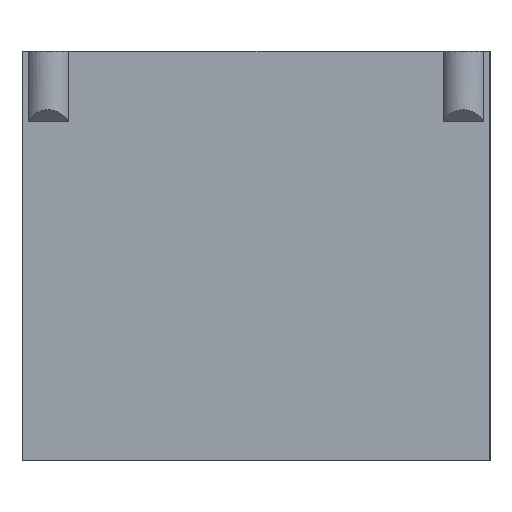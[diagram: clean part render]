
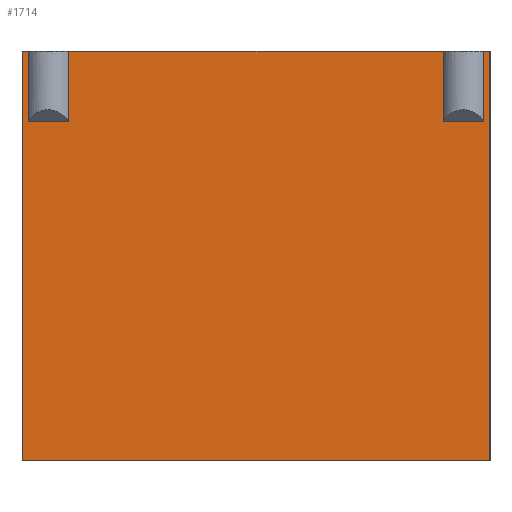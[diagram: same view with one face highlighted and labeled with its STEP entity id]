
A CAD part, left-side view. The second image highlights one B-rep face of the part: STEP entity #1714.
In plain terms, the highlighted planar face has unit normal (-1, 0, 0).
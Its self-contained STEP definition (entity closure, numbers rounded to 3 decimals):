
#131=PLANE('',#1847);
#361=ORIENTED_EDGE('',*,*,#837,.T.);
#362=ORIENTED_EDGE('',*,*,#838,.T.);
#363=ORIENTED_EDGE('',*,*,#839,.T.);
#364=ORIENTED_EDGE('',*,*,#777,.T.);
#365=ORIENTED_EDGE('',*,*,#832,.F.);
#366=ORIENTED_EDGE('',*,*,#840,.T.);
#367=ORIENTED_EDGE('',*,*,#830,.F.);
#368=ORIENTED_EDGE('',*,*,#775,.T.);
#369=ORIENTED_EDGE('',*,*,#841,.T.);
#370=ORIENTED_EDGE('',*,*,#842,.F.);
#371=ORIENTED_EDGE('',*,*,#843,.F.);
#372=ORIENTED_EDGE('',*,*,#779,.T.);
#775=EDGE_CURVE('',#1021,#1020,#1168,.T.);
#777=EDGE_CURVE('',#1023,#1022,#1169,.T.);
#779=EDGE_CURVE('',#1016,#1024,#1170,.T.);
#830=EDGE_CURVE('',#1021,#1070,#1204,.F.);
#832=EDGE_CURVE('',#1071,#1022,#1205,.T.);
#837=EDGE_CURVE('',#1024,#1074,#1209,.F.);
#838=EDGE_CURVE('',#1074,#1075,#1210,.T.);
#839=EDGE_CURVE('',#1075,#1023,#1211,.T.);
#840=EDGE_CURVE('',#1071,#1070,#1212,.T.);
#841=EDGE_CURVE('',#1020,#1076,#1213,.T.);
#842=EDGE_CURVE('',#1077,#1076,#1214,.T.);
#843=EDGE_CURVE('',#1016,#1077,#1215,.T.);
#1016=VERTEX_POINT('',#2648);
#1020=VERTEX_POINT('',#2662);
#1021=VERTEX_POINT('',#2664);
#1022=VERTEX_POINT('',#2666);
#1023=VERTEX_POINT('',#2668);
#1024=VERTEX_POINT('',#2670);
#1070=VERTEX_POINT('',#2803);
#1071=VERTEX_POINT('',#2805);
#1074=VERTEX_POINT('',#2822);
#1075=VERTEX_POINT('',#2824);
#1076=VERTEX_POINT('',#2828);
#1077=VERTEX_POINT('',#2830);
#1168=LINE('',#2663,#1324);
#1169=LINE('',#2667,#1325);
#1170=LINE('',#2671,#1326);
#1204=LINE('',#2802,#1360);
#1205=LINE('',#2806,#1361);
#1209=LINE('',#2821,#1365);
#1210=LINE('',#2823,#1366);
#1211=LINE('',#2825,#1367);
#1212=LINE('',#2826,#1368);
#1213=LINE('',#2827,#1369);
#1214=LINE('',#2829,#1370);
#1215=LINE('',#2831,#1371);
#1324=VECTOR('',#2018,1000.);
#1325=VECTOR('',#2021,1000.);
#1326=VECTOR('',#2024,1000.);
#1360=VECTOR('',#2114,1000.);
#1361=VECTOR('',#2117,1000.);
#1365=VECTOR('',#2125,1000.);
#1366=VECTOR('',#2126,1000.);
#1367=VECTOR('',#2127,1000.);
#1368=VECTOR('',#2128,1000.);
#1369=VECTOR('',#2129,1000.);
#1370=VECTOR('',#2130,1000.);
#1371=VECTOR('',#2131,1000.);
#1468=EDGE_LOOP('',(#361,#362,#363,#364,#365,#366,#367,#368,#369,#370,#371,
#372));
#1597=FACE_BOUND('',#1468,.T.);
#1714=ADVANCED_FACE('',(#1597),#131,.T.);
#1847=AXIS2_PLACEMENT_3D('',#2820,#2123,#2124);
#2018=DIRECTION('',(0.,1.,0.));
#2021=DIRECTION('',(0.,1.,0.));
#2024=DIRECTION('',(0.,1.,0.));
#2114=DIRECTION('',(0.,0.,1.));
#2117=DIRECTION('',(0.,0.,1.));
#2123=DIRECTION('',(-1.,0.,0.));
#2124=DIRECTION('',(0.,0.,1.));
#2125=DIRECTION('',(0.,0.,1.));
#2126=DIRECTION('',(0.,1.,0.));
#2127=DIRECTION('',(0.,0.,1.));
#2128=DIRECTION('',(0.,1.,0.));
#2129=DIRECTION('',(0.,0.,-1.));
#2130=DIRECTION('',(0.,1.,0.));
#2131=DIRECTION('',(0.,0.,-1.));
#2648=CARTESIAN_POINT('',(-61.,-29.876,70.));
#2662=CARTESIAN_POINT('',(-61.,50.124,70.));
#2663=CARTESIAN_POINT('',(-61.,-29.876,70.));
#2664=CARTESIAN_POINT('',(-61.,49.088,70.));
#2666=CARTESIAN_POINT('',(-61.,42.16,70.));
#2667=CARTESIAN_POINT('',(-61.,-29.876,70.));
#2668=CARTESIAN_POINT('',(-61.,-21.912,70.));
#2670=CARTESIAN_POINT('',(-61.,-28.84,70.));
#2671=CARTESIAN_POINT('',(-61.,-29.876,70.));
#2802=CARTESIAN_POINT('',(-61.,49.088,60.));
#2803=CARTESIAN_POINT('',(-61.,49.088,58.));
#2805=CARTESIAN_POINT('',(-61.,42.16,58.));
#2806=CARTESIAN_POINT('',(-61.,42.16,60.));
#2820=CARTESIAN_POINT('',(-61.,-29.876,70.));
#2821=CARTESIAN_POINT('',(-61.,-28.84,60.));
#2822=CARTESIAN_POINT('',(-61.,-28.84,58.));
#2823=CARTESIAN_POINT('',(-61.,-21.912,58.));
#2824=CARTESIAN_POINT('',(-61.,-21.912,58.));
#2825=CARTESIAN_POINT('',(-61.,-21.912,60.));
#2826=CARTESIAN_POINT('',(-61.,49.088,58.));
#2827=CARTESIAN_POINT('',(-61.,50.124,70.));
#2828=CARTESIAN_POINT('',(-61.,50.124,0.));
#2829=CARTESIAN_POINT('',(-61.,-29.876,0.));
#2830=CARTESIAN_POINT('',(-61.,-29.876,0.));
#2831=CARTESIAN_POINT('',(-61.,-29.876,70.));
